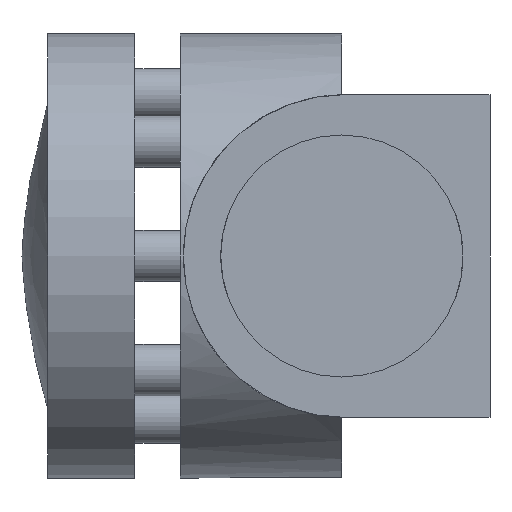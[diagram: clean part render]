
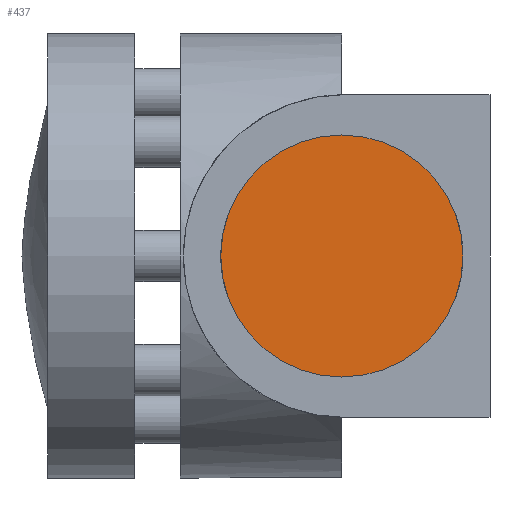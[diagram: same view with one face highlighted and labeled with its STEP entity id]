
A CAD part, left-side view. The second image highlights one B-rep face of the part: STEP entity #437.
In plain terms, the highlighted planar face has unit normal (-1, 0, 0).
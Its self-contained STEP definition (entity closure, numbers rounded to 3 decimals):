
#24=PLANE('',#502);
#47=CIRCLE('',#455,22.559);
#97=FACE_OUTER_BOUND('',#141,.T.);
#141=EDGE_LOOP('',(#400));
#198=VERTEX_POINT('',#708);
#238=EDGE_CURVE('',#198,#198,#47,.T.);
#400=ORIENTED_EDGE('',*,*,#238,.T.);
#437=ADVANCED_FACE('',(#97),#24,.T.);
#455=AXIS2_PLACEMENT_3D('',#710,#513,#514);
#502=AXIS2_PLACEMENT_3D('',#878,#630,#631);
#513=DIRECTION('center_axis',(-1.,0.,0.));
#514=DIRECTION('ref_axis',(0.,0.,1.));
#630=DIRECTION('center_axis',(-1.,0.,0.));
#631=DIRECTION('ref_axis',(0.,0.,1.));
#708=CARTESIAN_POINT('',(-173.906,7.37,-8.509));
#710=CARTESIAN_POINT('Origin',(-173.906,7.37,14.05));
#878=CARTESIAN_POINT('Origin',(-173.906,-0.992,14.05));
